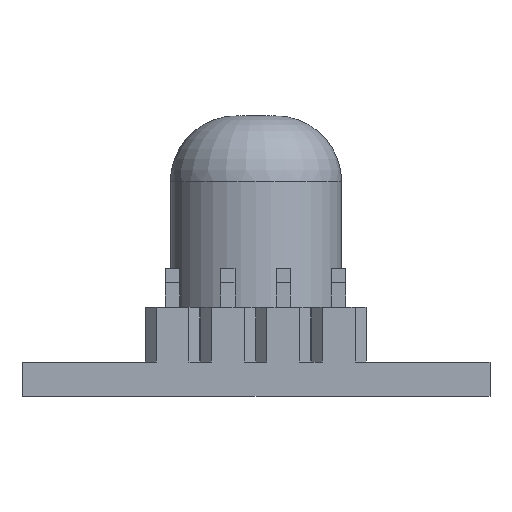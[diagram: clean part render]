
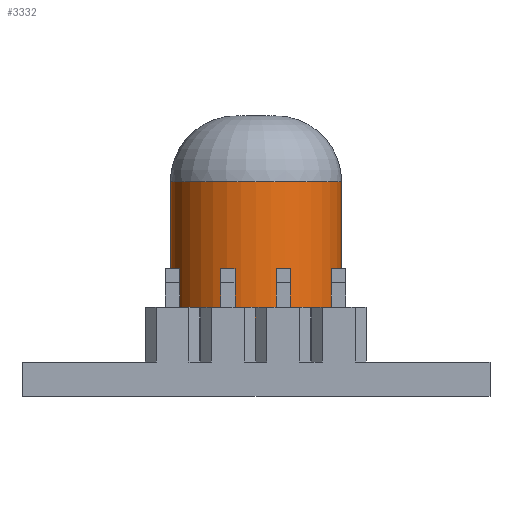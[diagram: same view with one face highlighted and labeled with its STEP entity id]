
A CAD part, front view. The second image highlights one B-rep face of the part: STEP entity #3332.
In plain terms, the highlighted cylindrical face has radius 3.9 mm (diameter 7.8 mm), a partial arc.
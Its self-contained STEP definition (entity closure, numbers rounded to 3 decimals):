
#10 = ORIENTED_EDGE ( 'NONE', *, *, #319, .T. ) ;
#64 = CARTESIAN_POINT ( 'NONE',  ( 0., -11.5, 3.55 ) ) ;
#239 = CIRCLE ( 'NONE', #3240, 3.9 ) ;
#319 = EDGE_CURVE ( 'NONE', #1390, #2622, #239, .T. ) ;
#421 = CARTESIAN_POINT ( 'NONE',  ( -3.9, -11.5, 12.75 ) ) ;
#924 = CARTESIAN_POINT ( 'NONE',  ( 3.9, -11.5, 3.55 ) ) ;
#1265 = EDGE_CURVE ( 'NONE', #2622, #1309, #4488, .T. ) ;
#1309 = VERTEX_POINT ( 'NONE', #1807 ) ;
#1390 = VERTEX_POINT ( 'NONE', #3175 ) ;
#1419 = AXIS2_PLACEMENT_3D ( 'NONE', #4384, #2777, #3153 ) ;
#1464 = EDGE_CURVE ( 'NONE', #1390, #2109, #1691, .T. ) ;
#1645 = CARTESIAN_POINT ( 'NONE',  ( 3.9, -11.5, 12.75 ) ) ;
#1691 = LINE ( 'NONE', #1645, #2498 ) ;
#1794 = AXIS2_PLACEMENT_3D ( 'NONE', #64, #3758, #2845 ) ;
#1807 = CARTESIAN_POINT ( 'NONE',  ( -3.9, -11.5, 3.55 ) ) ;
#1868 = EDGE_LOOP ( 'NONE', ( #3973, #10, #4920, #4117 ) ) ;
#2002 = FACE_OUTER_BOUND ( 'NONE', #1868, .T. ) ;
#2109 = VERTEX_POINT ( 'NONE', #924 ) ;
#2188 = EDGE_CURVE ( 'NONE', #1309, #2109, #4126, .T. ) ;
#2498 = VECTOR ( 'NONE', #4562, 1000. ) ;
#2622 = VERTEX_POINT ( 'NONE', #2643 ) ;
#2643 = CARTESIAN_POINT ( 'NONE',  ( -3.9, -11.5, 9.75 ) ) ;
#2777 = DIRECTION ( 'NONE',  ( 0., 0., -1. ) ) ;
#2845 = DIRECTION ( 'NONE',  ( 1., 0., 0. ) ) ;
#3153 = DIRECTION ( 'NONE',  ( -1., 0., 0. ) ) ;
#3175 = CARTESIAN_POINT ( 'NONE',  ( 3.9, -11.5, 9.75 ) ) ;
#3240 = AXIS2_PLACEMENT_3D ( 'NONE', #3907, #5113, #4780 ) ;
#3266 = DIRECTION ( 'NONE',  ( 0., 0., -1. ) ) ;
#3332 = ADVANCED_FACE ( 'NONE', ( #2002 ), #3971, .T. ) ;
#3758 = DIRECTION ( 'NONE',  ( 0., 0., 1. ) ) ;
#3907 = CARTESIAN_POINT ( 'NONE',  ( 0., -11.5, 9.75 ) ) ;
#3971 = CYLINDRICAL_SURFACE ( 'NONE', #1419, 3.9 ) ;
#3973 = ORIENTED_EDGE ( 'NONE', *, *, #1464, .F. ) ;
#4063 = VECTOR ( 'NONE', #3266, 1000. ) ;
#4117 = ORIENTED_EDGE ( 'NONE', *, *, #2188, .T. ) ;
#4126 = CIRCLE ( 'NONE', #1794, 3.9 ) ;
#4384 = CARTESIAN_POINT ( 'NONE',  ( 0., -11.5, 12.75 ) ) ;
#4488 = LINE ( 'NONE', #421, #4063 ) ;
#4562 = DIRECTION ( 'NONE',  ( 0., 0., -1. ) ) ;
#4780 = DIRECTION ( 'NONE',  ( 1., 0., 0. ) ) ;
#4920 = ORIENTED_EDGE ( 'NONE', *, *, #1265, .T. ) ;
#5113 = DIRECTION ( 'NONE',  ( 0., 0., -1. ) ) ;
